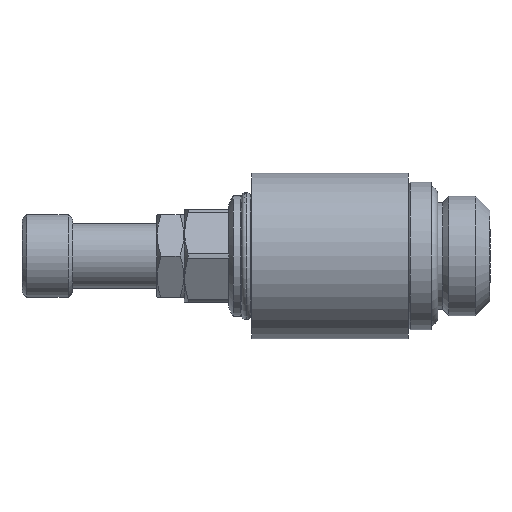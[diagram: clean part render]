
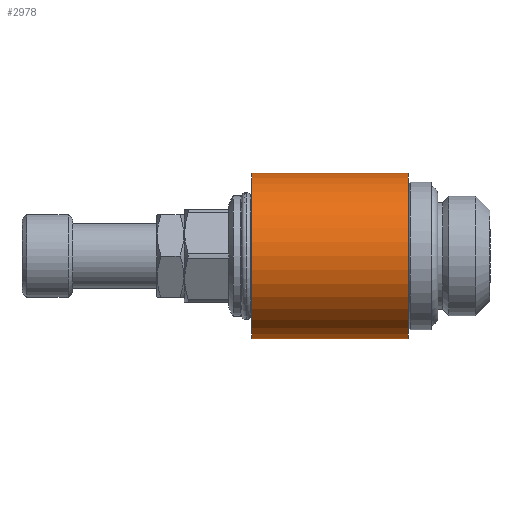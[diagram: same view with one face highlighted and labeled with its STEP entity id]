
A CAD part, left-side view. The second image highlights one B-rep face of the part: STEP entity #2978.
In plain terms, the highlighted cylindrical face has radius 9 mm (diameter 18 mm), a partial arc.
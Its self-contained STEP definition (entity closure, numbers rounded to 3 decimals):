
#544 = EDGE_LOOP ( 'NONE', ( #555, #2982, #551, #550 ) ) ;
#550 = ORIENTED_EDGE ( 'NONE', *, *, #557, .T. ) ;
#551 = ORIENTED_EDGE ( 'NONE', *, *, #2060, .T. ) ;
#555 = ORIENTED_EDGE ( 'NONE', *, *, #2078, .F. ) ;
#557 = EDGE_CURVE ( 'NONE', #2081, #2055, #4301, .T. ) ;
#1222 = DIRECTION ( 'NONE',  ( 0., 0., 1. ) ) ;
#1223 = DIRECTION ( 'NONE',  ( 0., 1., 0. ) ) ;
#1224 = CARTESIAN_POINT ( 'NONE',  ( 0., 9.2, 0. ) ) ;
#1225 = AXIS2_PLACEMENT_3D ( 'NONE', #1224, #1223, #1222 ) ;
#1226 = CIRCLE ( 'NONE', #1225, 9. ) ;
#1606 = DIRECTION ( 'NONE',  ( 0., 1., 0. ) ) ;
#1607 = FACE_OUTER_BOUND ( 'NONE', #544, .T. ) ;
#1622 = AXIS2_PLACEMENT_3D ( 'NONE', #1629, #1606, #1639 ) ;
#1629 = CARTESIAN_POINT ( 'NONE',  ( 0., 32.286, 0. ) ) ;
#1635 = CYLINDRICAL_SURFACE ( 'NONE', #1622, 9. ) ;
#1639 = DIRECTION ( 'NONE',  ( 0., 0., 1. ) ) ;
#2055 = VERTEX_POINT ( 'NONE', #3713 ) ;
#2060 = EDGE_CURVE ( 'NONE', #2084, #2081, #4112, .T. ) ;
#2078 = EDGE_CURVE ( 'NONE', #2083, #2055, #4210, .T. ) ;
#2081 = VERTEX_POINT ( 'NONE', #4200 ) ;
#2083 = VERTEX_POINT ( 'NONE', #4199 ) ;
#2084 = VERTEX_POINT ( 'NONE', #4198 ) ;
#2966 = EDGE_CURVE ( 'NONE', #2083, #2084, #1226, .T. ) ;
#2978 = ADVANCED_FACE ( 'NONE', ( #1607 ), #1635, .T. ) ;
#2982 = ORIENTED_EDGE ( 'NONE', *, *, #2966, .T. ) ;
#3713 = CARTESIAN_POINT ( 'NONE',  ( 0., 26.2, -9. ) ) ;
#4101 = CARTESIAN_POINT ( 'NONE',  ( 0., 32.286, 9. ) ) ;
#4112 = LINE ( 'NONE', #4101, #4143 ) ;
#4128 = DIRECTION ( 'NONE',  ( 0., 1., 0. ) ) ;
#4143 = VECTOR ( 'NONE', #4128, 1000. ) ;
#4197 = CARTESIAN_POINT ( 'NONE',  ( 0., 32.286, -9. ) ) ;
#4198 = CARTESIAN_POINT ( 'NONE',  ( 0., 9.2, 9. ) ) ;
#4199 = CARTESIAN_POINT ( 'NONE',  ( 0., 9.2, -9. ) ) ;
#4200 = CARTESIAN_POINT ( 'NONE',  ( 0., 26.2, 9. ) ) ;
#4210 = LINE ( 'NONE', #4197, #4222 ) ;
#4221 = DIRECTION ( 'NONE',  ( 0., 1., 0. ) ) ;
#4222 = VECTOR ( 'NONE', #4221, 1000. ) ;
#4298 = DIRECTION ( 'NONE',  ( 0., 0., -1. ) ) ;
#4299 = DIRECTION ( 'NONE',  ( 0., -1., 0. ) ) ;
#4300 = AXIS2_PLACEMENT_3D ( 'NONE', #4313, #4299, #4298 ) ;
#4301 = CIRCLE ( 'NONE', #4300, 9. ) ;
#4313 = CARTESIAN_POINT ( 'NONE',  ( 0., 26.2, 0. ) ) ;
